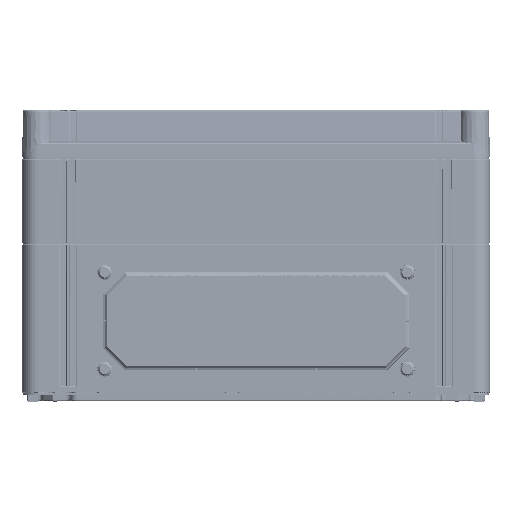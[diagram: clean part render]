
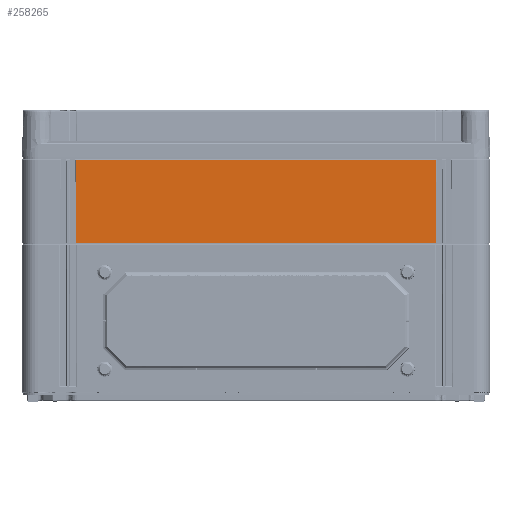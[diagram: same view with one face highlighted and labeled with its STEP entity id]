
A CAD part, left-side view. The second image highlights one B-rep face of the part: STEP entity #258265.
In plain terms, the highlighted planar face has unit normal (-1, 0, 0).
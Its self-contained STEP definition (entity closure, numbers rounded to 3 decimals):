
#218010=DIRECTION('',(0.,1.,0.));
#218011=VECTOR('',#218010,230.4);
#218012=CARTESIAN_POINT('',(-300.,-115.2,-59.1));
#218013=LINE('',#218012,#218011);
#219992=DIRECTION('',(0.,1.,0.));
#219993=VECTOR('',#219992,230.958);
#219994=CARTESIAN_POINT('',(-300.,-115.479,-5.777));
#219995=LINE('',#219994,#219993);
#237402=DIRECTION('',(0.,-0.005,1.));
#237403=VECTOR('',#237402,53.324);
#237404=CARTESIAN_POINT('',(-300.,-115.2,-59.1));
#237405=LINE('',#237404,#237403);
#237492=DIRECTION('',(0.,-0.005,-1.));
#237493=VECTOR('',#237492,53.324);
#237494=CARTESIAN_POINT('',(-300.,115.479,-5.777));
#237495=LINE('',#237494,#237493);
#242380=CARTESIAN_POINT('',(-300.,115.479,-5.777));
#242381=CARTESIAN_POINT('',(-300.,115.2,-59.1));
#242382=VERTEX_POINT('',#242380);
#242383=VERTEX_POINT('',#242381);
#242387=CARTESIAN_POINT('',(-300.,-115.2,-59.1));
#242388=CARTESIAN_POINT('',(-300.,-115.479,-5.777));
#242389=VERTEX_POINT('',#242387);
#242390=VERTEX_POINT('',#242388);
#258252=CARTESIAN_POINT('',(-300.,-140.,0.));
#258253=DIRECTION('',(-1.,0.,0.));
#258254=DIRECTION('',(0.,1.,0.));
#258255=AXIS2_PLACEMENT_3D('',#258252,#258253,#258254);
#258256=PLANE('',#258255);
#258258=ORIENTED_EDGE('',*,*,#258257,.F.);
#258259=ORIENTED_EDGE('',*,*,#258194,.F.);
#258261=ORIENTED_EDGE('',*,*,#258260,.F.);
#258262=ORIENTED_EDGE('',*,*,#256807,.T.);
#258263=EDGE_LOOP('',(#258258,#258259,#258261,#258262));
#258264=FACE_OUTER_BOUND('',#258263,.F.);
#258265=ADVANCED_FACE('',(#258264),#258256,.T.);
#256807=EDGE_CURVE('',#242389,#242383,#218013,.T.);
#258194=EDGE_CURVE('',#242390,#242382,#219995,.T.);
#258257=EDGE_CURVE('',#242382,#242383,#237495,.T.);
#258260=EDGE_CURVE('',#242389,#242390,#237405,.T.);
